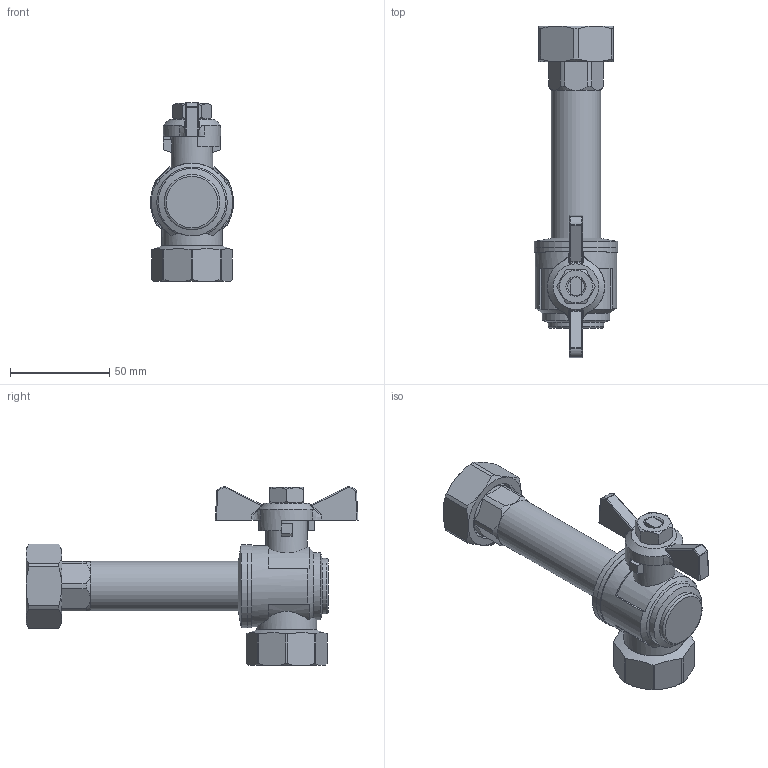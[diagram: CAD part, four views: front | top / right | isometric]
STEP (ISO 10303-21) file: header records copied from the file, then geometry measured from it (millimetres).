
FILE_DESCRIPTION(/* description */ ('Unknown'),/* implementation_level */ '2;1');
FILE_NAME(/* name */ '746-66_120',/* time_stamp */ '2022-07-25T12:56:27+02:00',/* author */ ('Unknown'),/* organization */ ('Unknown'),/* preprocessor_version */ 'ST-DEVELOPER v16.7',/* originating_system */ 'Solid Edge',/* authorisation */ 'Unknown');
FILE_SCHEMA (('AUTOMOTIVE_DESIGN {1 0 10303 214 3 1 1}'));
Length unit declared in the file: millimetre
Products named in the file (12): 746-66_lang_; 600-1-Mutter-fl.g.; Flügelgriff 1; 746-66_lang; 746-66_Einschraubteil lang; Speerring; _berwurfmutter; Körper_025; 600-1-spindel; 600-1-Stopfbuchse; 97000077-1
Assembly tree (11 placements, depth 4):
  746-66_lang_
    600-1-Mutter-fl.g.
    Flügelgriff 1
    746-66_lang
      746-66_Einschraubteil lang
        Speerring
        _berwurfmutter
        746-66_Einschraubteil lang
      Körper_025
      600-1-spindel
      600-1-Stopfbuchse
    97000077-1
Bounding box: 42 x 167.5 x 90.3 mm (x, y, z)
Volume: 76578.5 mm3; surface area: 51363.8 mm2
Topology: 9 solids, 9 shells, 268 faces, 653 edges, 414 vertices
Faces by surface type: plane 106, cylinder 82, cone 52, bspline 18, sphere 8, torus 2
Full cylindrical faces by diameter (mm): 8.5 x1, 8.9 x1, 12 x3, 12.5 x1, 14 x1, 14.5 x1, 16 x1, 16.376 x2, 18 x1, 20 x2, 21 x1, 22 x1, 22.5 x1, 25 x1, 28 x2, 30 x3, 30.291 x5, 30.3 x1, 32.3 x1, 34 x1, 35.5 x1, 37 x2, 41 x1, 42 x2
Entity records: 11129 total; most frequent: CARTESIAN_POINT 3948, DIRECTION 1192, ORIENTED_EDGE 1138, EDGE_CURVE 569, AXIS2_PLACEMENT_3D 507, VERTEX_POINT 390, FACE_BOUND 355, EDGE_LOOP 354
